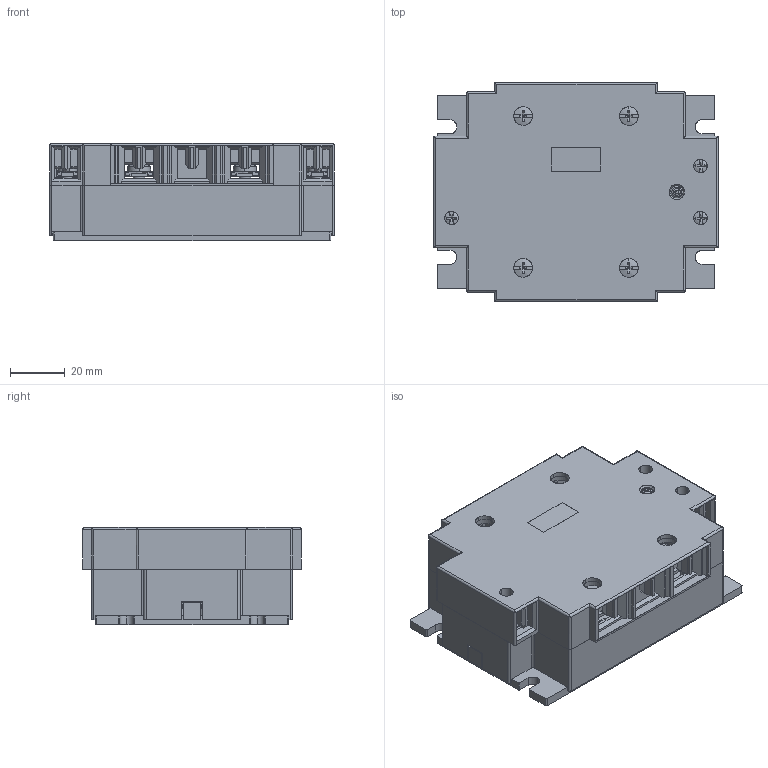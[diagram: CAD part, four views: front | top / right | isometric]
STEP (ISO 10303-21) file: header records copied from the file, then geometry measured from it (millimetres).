
FILE_DESCRIPTION (( 'STEP AP214' ), '1' );
FILE_NAME ('101603.STEP', '2011-07-02T17:19:02', ( 'LALo' ), ( 'Edi Foundation' ), 'SwSTEP 2.0', 'SolidWorks 2011', '' );
FILE_SCHEMA (( 'AUTOMOTIVE_DESIGN' ));
Products named in the file (1): 101603
Bounding box: 103.94 x 79.78 x 35.46 mm (x, y, z)
Surface area: 69403.6 mm2 (no closed solid volume)
Topology: 0 solids, 2050 shells, 2117 faces, 10545 edges, 10476 vertices
Faces by surface type: plane 1654, cylinder 379, cone 62, bspline 22
Entity records: 128102 total; most frequent: CARTESIAN_POINT 51736, DIRECTION 12991, ORIENTED_EDGE 10610, EDGE_CURVE 10543, VERTEX_POINT 10476, LINE 6891, VECTOR 6891, AXIS2_PLACEMENT_3D 3050
